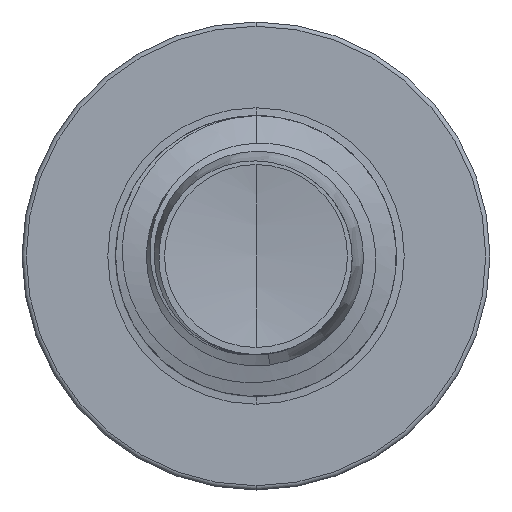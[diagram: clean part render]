
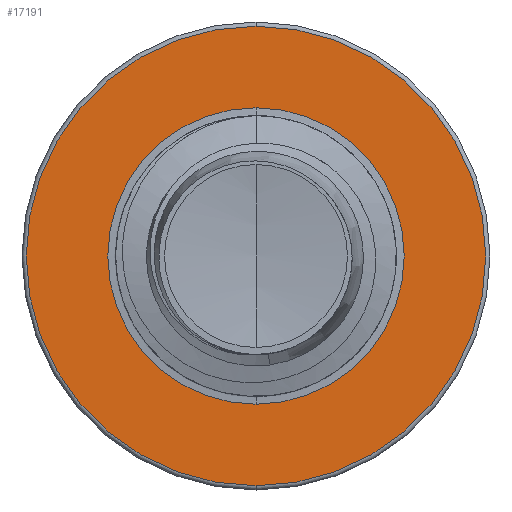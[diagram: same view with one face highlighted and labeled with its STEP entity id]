
A CAD part, front view. The second image highlights one B-rep face of the part: STEP entity #17191.
In plain terms, the highlighted planar face has unit normal (0, -1, 0).
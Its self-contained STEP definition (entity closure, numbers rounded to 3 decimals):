
#1174 = DIRECTION ( 'NONE',  ( 0., 1., 0. ) ) ;
#1433 = EDGE_CURVE ( 'NONE', #8095, #10936, #14857, .T. ) ;
#1481 = VERTEX_POINT ( 'NONE', #3901 ) ;
#1806 = EDGE_CURVE ( 'NONE', #10936, #8095, #9477, .T. ) ;
#1902 = EDGE_CURVE ( 'NONE', #1481, #14537, #16354, .T. ) ;
#2189 = AXIS2_PLACEMENT_3D ( 'NONE', #12378, #4192, #13761 ) ;
#2469 = EDGE_LOOP ( 'NONE', ( #10837, #7001 ) ) ;
#2613 = AXIS2_PLACEMENT_3D ( 'NONE', #8281, #6976, #16550 ) ;
#2867 = DIRECTION ( 'NONE',  ( 0., 1., 0. ) ) ;
#3109 = FACE_OUTER_BOUND ( 'NONE', #5018, .T. ) ;
#3585 = EDGE_CURVE ( 'NONE', #14537, #1481, #11612, .T. ) ;
#3901 = CARTESIAN_POINT ( 'NONE',  ( 0., 6., -2.375 ) ) ;
#4192 = DIRECTION ( 'NONE',  ( 0., 1., 0. ) ) ;
#5018 = EDGE_LOOP ( 'NONE', ( #10753, #11146 ) ) ;
#5670 = DIRECTION ( 'NONE',  ( 0., 1., 0. ) ) ;
#5738 = CARTESIAN_POINT ( 'NONE',  ( 0., 6., 2.375 ) ) ;
#6304 = FACE_BOUND ( 'NONE', #2469, .T. ) ;
#6919 = PLANE ( 'NONE',  #2613 ) ;
#6976 = DIRECTION ( 'NONE',  ( 0., 1., 0. ) ) ;
#7001 = ORIENTED_EDGE ( 'NONE', *, *, #1902, .T. ) ;
#8095 = VERTEX_POINT ( 'NONE', #15128 ) ;
#8281 = CARTESIAN_POINT ( 'NONE',  ( 0., 6., -2.375 ) ) ;
#8459 = CARTESIAN_POINT ( 'NONE',  ( 0., 6., 3.683 ) ) ;
#8791 = AXIS2_PLACEMENT_3D ( 'NONE', #11029, #2867, #12425 ) ;
#9302 = CARTESIAN_POINT ( 'NONE',  ( 0., 6., 0. ) ) ;
#9477 = CIRCLE ( 'NONE', #2189, 3.683 ) ;
#10680 = DIRECTION ( 'NONE',  ( 0., 0., 1. ) ) ;
#10753 = ORIENTED_EDGE ( 'NONE', *, *, #1806, .F. ) ;
#10837 = ORIENTED_EDGE ( 'NONE', *, *, #3585, .T. ) ;
#10936 = VERTEX_POINT ( 'NONE', #8459 ) ;
#11029 = CARTESIAN_POINT ( 'NONE',  ( 0., 6., 0. ) ) ;
#11146 = ORIENTED_EDGE ( 'NONE', *, *, #1433, .F. ) ;
#11612 = CIRCLE ( 'NONE', #8791, 2.375 ) ;
#12295 = AXIS2_PLACEMENT_3D ( 'NONE', #9302, #1174, #10680 ) ;
#12378 = CARTESIAN_POINT ( 'NONE',  ( 0., 6., 0. ) ) ;
#12425 = DIRECTION ( 'NONE',  ( 0., 0., 1. ) ) ;
#13761 = DIRECTION ( 'NONE',  ( 0., 0., 1. ) ) ;
#13878 = CARTESIAN_POINT ( 'NONE',  ( 0., 6., 0. ) ) ;
#14537 = VERTEX_POINT ( 'NONE', #5738 ) ;
#14857 = CIRCLE ( 'NONE', #12295, 3.683 ) ;
#15128 = CARTESIAN_POINT ( 'NONE',  ( 0., 6., -3.682 ) ) ;
#15241 = DIRECTION ( 'NONE',  ( 0., 0., 1. ) ) ;
#16354 = CIRCLE ( 'NONE', #17176, 2.375 ) ;
#16550 = DIRECTION ( 'NONE',  ( 0., 0., 1. ) ) ;
#17176 = AXIS2_PLACEMENT_3D ( 'NONE', #13878, #5670, #15241 ) ;
#17191 = ADVANCED_FACE ( 'NONE', ( #3109, #6304 ), #6919, .F. ) ;
